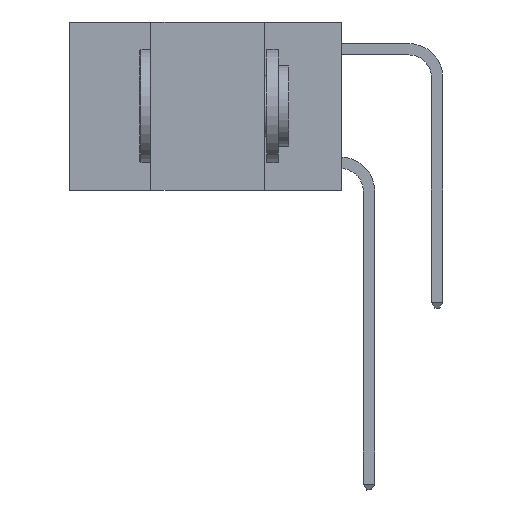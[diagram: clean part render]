
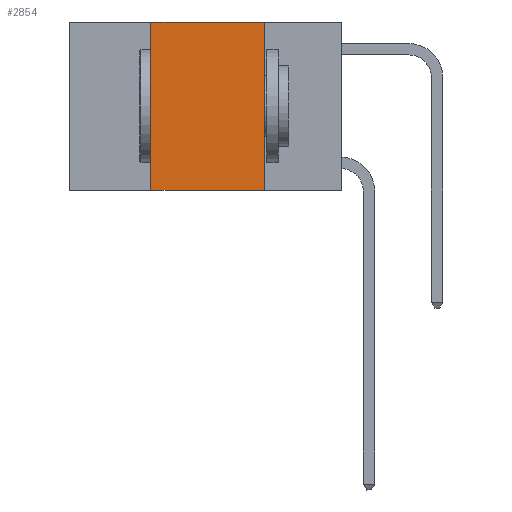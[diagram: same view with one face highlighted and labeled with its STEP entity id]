
A CAD part, left-side view. The second image highlights one B-rep face of the part: STEP entity #2854.
In plain terms, the highlighted planar face has unit normal (-1, 0, 0).
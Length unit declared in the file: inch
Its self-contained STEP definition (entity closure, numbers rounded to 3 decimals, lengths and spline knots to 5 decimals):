
#1017 = DIRECTION ( 'NONE',  ( 1., 0., 0. ) ) ;
#1127 = EDGE_LOOP ( 'NONE', ( #18476, #4272, #22497, #7985 ) ) ;
#1873 = VECTOR ( 'NONE', #11491, 39.37008 ) ;
#2854 = ADVANCED_FACE ( 'NONE', ( #6422 ), #13423, .F. ) ;
#2928 = EDGE_CURVE ( 'NONE', #9772, #13166, #13758, .T. ) ;
#4272 = ORIENTED_EDGE ( 'NONE', *, *, #2928, .F. ) ;
#4923 = DIRECTION ( 'NONE',  ( 0., -1., 0. ) ) ;
#5760 = LINE ( 'NONE', #18376, #7221 ) ;
#6260 = CARTESIAN_POINT ( 'NONE',  ( 0., 0.17, 0. ) ) ;
#6422 = FACE_OUTER_BOUND ( 'NONE', #1127, .T. ) ;
#7126 = LINE ( 'NONE', #18851, #13192 ) ;
#7221 = VECTOR ( 'NONE', #18135, 39.37008 ) ;
#7924 = CARTESIAN_POINT ( 'NONE',  ( 0., 0.6, -0.37 ) ) ;
#7985 = ORIENTED_EDGE ( 'NONE', *, *, #12108, .T. ) ;
#8594 = CARTESIAN_POINT ( 'NONE',  ( 0., 0.6, 0. ) ) ;
#8846 = CARTESIAN_POINT ( 'NONE',  ( 0., 0.42, -0.37 ) ) ;
#9772 = VERTEX_POINT ( 'NONE', #18522 ) ;
#10624 = AXIS2_PLACEMENT_3D ( 'NONE', #11703, #1017, #18704 ) ;
#11491 = DIRECTION ( 'NONE',  ( 0., -1., 0. ) ) ;
#11703 = CARTESIAN_POINT ( 'NONE',  ( 0., 0.6, 0. ) ) ;
#11709 = LINE ( 'NONE', #7924, #1873 ) ;
#12059 = CARTESIAN_POINT ( 'NONE',  ( 0., 0.17, -0.37 ) ) ;
#12108 = EDGE_CURVE ( 'NONE', #18395, #15836, #11709, .T. ) ;
#12470 = VECTOR ( 'NONE', #4923, 39.37008 ) ;
#13166 = VERTEX_POINT ( 'NONE', #6260 ) ;
#13192 = VECTOR ( 'NONE', #15729, 39.37008 ) ;
#13423 = PLANE ( 'NONE',  #10624 ) ;
#13758 = LINE ( 'NONE', #8594, #12470 ) ;
#15530 = EDGE_CURVE ( 'NONE', #18395, #9772, #5760, .T. ) ;
#15729 = DIRECTION ( 'NONE',  ( 0., 0., -1. ) ) ;
#15836 = VERTEX_POINT ( 'NONE', #12059 ) ;
#18135 = DIRECTION ( 'NONE',  ( 0., 0., 1. ) ) ;
#18376 = CARTESIAN_POINT ( 'NONE',  ( 0., 0.42, 0. ) ) ;
#18395 = VERTEX_POINT ( 'NONE', #8846 ) ;
#18476 = ORIENTED_EDGE ( 'NONE', *, *, #19779, .F. ) ;
#18522 = CARTESIAN_POINT ( 'NONE',  ( 0., 0.42, 0. ) ) ;
#18704 = DIRECTION ( 'NONE',  ( 0., 0., -1. ) ) ;
#18851 = CARTESIAN_POINT ( 'NONE',  ( 0., 0.17, 0. ) ) ;
#19779 = EDGE_CURVE ( 'NONE', #13166, #15836, #7126, .T. ) ;
#22497 = ORIENTED_EDGE ( 'NONE', *, *, #15530, .F. ) ;
